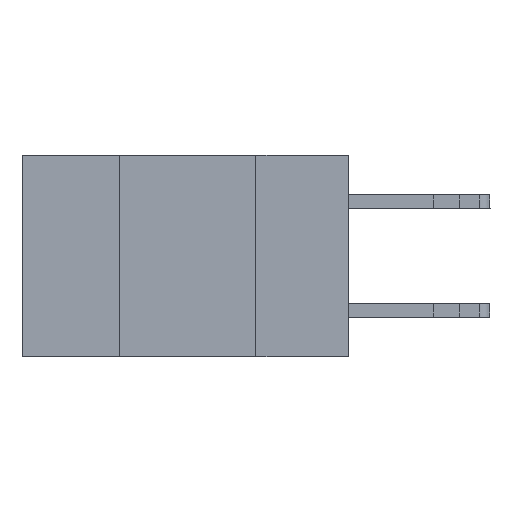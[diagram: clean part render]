
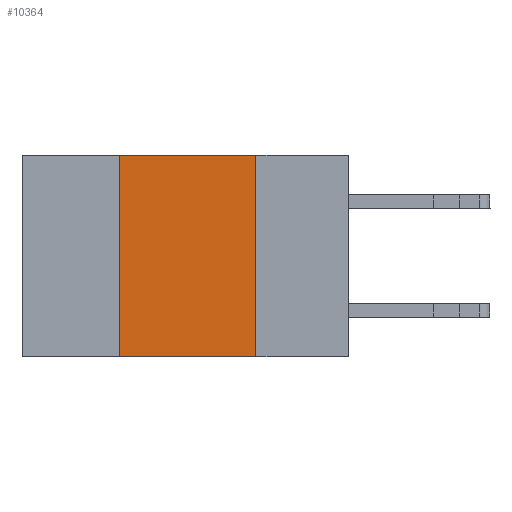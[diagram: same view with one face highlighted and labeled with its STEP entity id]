
A CAD part, left-side view. The second image highlights one B-rep face of the part: STEP entity #10364.
In plain terms, the highlighted planar face has unit normal (-1, 0, 0).
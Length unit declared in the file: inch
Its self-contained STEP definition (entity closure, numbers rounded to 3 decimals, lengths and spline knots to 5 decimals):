
#595 = CARTESIAN_POINT ( 'NONE',  ( 0., 0.6, 0. ) ) ;
#879 = VERTEX_POINT ( 'NONE', #7882 ) ;
#1503 = EDGE_CURVE ( 'NONE', #879, #10258, #8194, .T. ) ;
#1842 = CARTESIAN_POINT ( 'NONE',  ( 0., 0.6, 0. ) ) ;
#1938 = DIRECTION ( 'NONE',  ( 0., 0., 1. ) ) ;
#2040 = LINE ( 'NONE', #3365, #15884 ) ;
#2143 = VERTEX_POINT ( 'NONE', #8399 ) ;
#2662 = EDGE_CURVE ( 'NONE', #2143, #13963, #9739, .T. ) ;
#2875 = CARTESIAN_POINT ( 'NONE',  ( 0., 0.17, -0.37 ) ) ;
#3339 = VECTOR ( 'NONE', #14376, 39.37008 ) ;
#3365 = CARTESIAN_POINT ( 'NONE',  ( 0., 0.6, -0.37 ) ) ;
#3976 = VECTOR ( 'NONE', #11743, 39.37008 ) ;
#4278 = ORIENTED_EDGE ( 'NONE', *, *, #2662, .F. ) ;
#5193 = AXIS2_PLACEMENT_3D ( 'NONE', #1842, #6919, #9218 ) ;
#6524 = CARTESIAN_POINT ( 'NONE',  ( 0., 0.42, 0. ) ) ;
#6919 = DIRECTION ( 'NONE',  ( 1., 0., 0. ) ) ;
#7882 = CARTESIAN_POINT ( 'NONE',  ( 0., 0.17, 0. ) ) ;
#8004 = ORIENTED_EDGE ( 'NONE', *, *, #14068, .T. ) ;
#8194 = LINE ( 'NONE', #13037, #3339 ) ;
#8399 = CARTESIAN_POINT ( 'NONE',  ( 0., 0.42, -0.37 ) ) ;
#9218 = DIRECTION ( 'NONE',  ( 0., 0., -1. ) ) ;
#9350 = ORIENTED_EDGE ( 'NONE', *, *, #1503, .F. ) ;
#9739 = LINE ( 'NONE', #15748, #12293 ) ;
#10258 = VERTEX_POINT ( 'NONE', #2875 ) ;
#10364 = ADVANCED_FACE ( 'NONE', ( #13531 ), #12283, .F. ) ;
#10570 = ORIENTED_EDGE ( 'NONE', *, *, #11471, .F. ) ;
#10888 = DIRECTION ( 'NONE',  ( 0., -1., 0. ) ) ;
#11471 = EDGE_CURVE ( 'NONE', #13963, #879, #12980, .T. ) ;
#11743 = DIRECTION ( 'NONE',  ( 0., -1., 0. ) ) ;
#12283 = PLANE ( 'NONE',  #5193 ) ;
#12293 = VECTOR ( 'NONE', #1938, 39.37008 ) ;
#12980 = LINE ( 'NONE', #595, #3976 ) ;
#13037 = CARTESIAN_POINT ( 'NONE',  ( 0., 0.17, -0.37 ) ) ;
#13082 = EDGE_LOOP ( 'NONE', ( #9350, #10570, #4278, #8004 ) ) ;
#13531 = FACE_OUTER_BOUND ( 'NONE', #13082, .T. ) ;
#13963 = VERTEX_POINT ( 'NONE', #6524 ) ;
#14068 = EDGE_CURVE ( 'NONE', #2143, #10258, #2040, .T. ) ;
#14376 = DIRECTION ( 'NONE',  ( 0., 0., -1. ) ) ;
#15748 = CARTESIAN_POINT ( 'NONE',  ( 0., 0.42, -0.37 ) ) ;
#15884 = VECTOR ( 'NONE', #10888, 39.37008 ) ;
